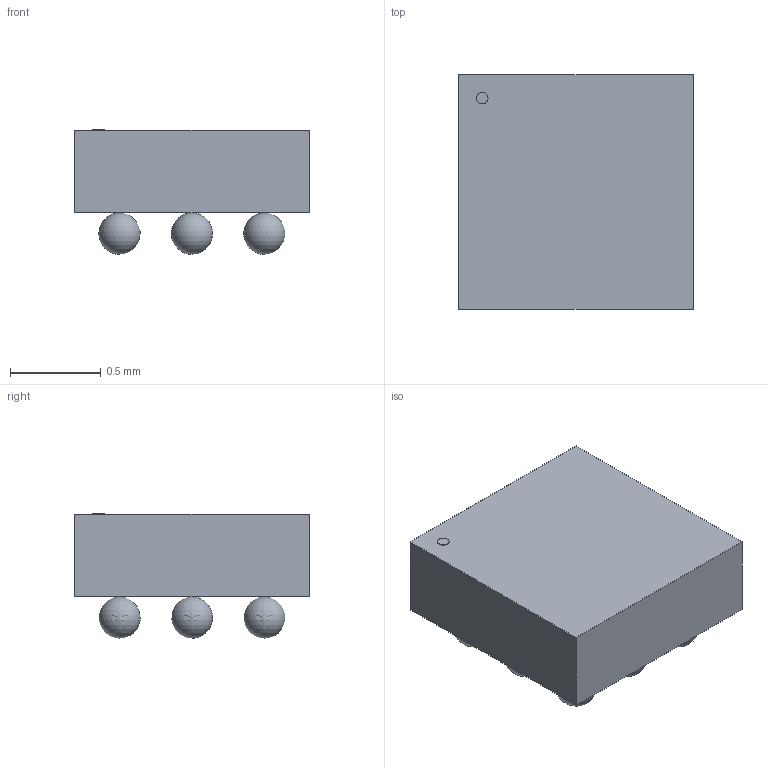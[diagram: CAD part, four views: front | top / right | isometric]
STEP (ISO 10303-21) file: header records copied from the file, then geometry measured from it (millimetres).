
FILE_DESCRIPTION(('STEP AP214'),'1');
FILE_NAME('21-0459_W91B1-7_MXM','2024-09-29T08:39:23',(''),(''),'','','');
FILE_SCHEMA(('AUTOMOTIVE_DESIGN'));
Length unit declared in the file: millimetre
Products named in the file (1): product
Bounding box: 1.3 x 1.3 x 0.69 mm (x, y, z)
Volume: 0.8 mm3; surface area: 7.2 mm2
Topology: 11 solids, 11 shells, 18 faces, 42 edges, 28 vertices
Faces by surface type: sphere 9, plane 8, cylinder 1
Full cylindrical faces by diameter (mm): 0.065 x1
Entity records: 454 total; most frequent: DIRECTION 56, CARTESIAN_POINT 32, ORIENTED_EDGE 28, AXIS2_PLACEMENT_3D 22, STYLED_ITEM 18, ADVANCED_FACE 18, PRESENTATION_STYLE_ASSIGNMENT 17, SURFACE_STYLE_USAGE 17
